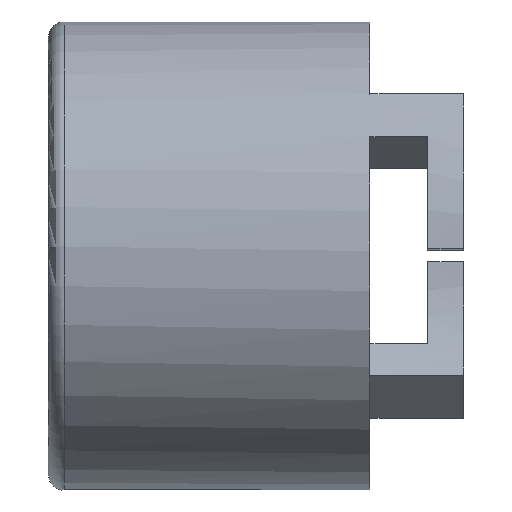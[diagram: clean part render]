
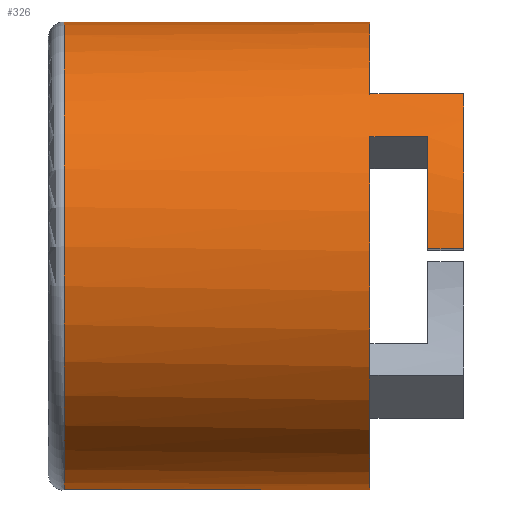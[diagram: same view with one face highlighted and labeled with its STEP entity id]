
A CAD part, left-side view. The second image highlights one B-rep face of the part: STEP entity #326.
In plain terms, the highlighted cylindrical face has radius 7.5 mm (diameter 15 mm), a full revolution.
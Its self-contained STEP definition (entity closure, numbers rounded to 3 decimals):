
#15=LINE('',#516,#42);
#16=LINE('',#520,#43);
#17=LINE('',#524,#44);
#18=LINE('',#528,#45);
#19=LINE('',#532,#46);
#20=LINE('',#536,#47);
#21=LINE('',#540,#48);
#42=VECTOR('',#413,7.5);
#43=VECTOR('',#416,10.);
#44=VECTOR('',#419,10.);
#45=VECTOR('',#422,10.);
#46=VECTOR('',#425,10.);
#47=VECTOR('',#428,10.);
#48=VECTOR('',#431,10.);
#69=CYLINDRICAL_SURFACE('',#363,7.5);
#90=FACE_OUTER_BOUND('',#109,.T.);
#109=EDGE_LOOP('',(#234,#235,#236,#237,#238,#239,#240,#241,#242,#243,#244,
#245,#246,#247,#248,#249,#250));
#126=CIRCLE('',#357,7.5);
#129=CIRCLE('',#360,7.5);
#131=CIRCLE('',#364,7.5);
#132=CIRCLE('',#365,7.5);
#133=CIRCLE('',#366,7.5);
#134=CIRCLE('',#367,7.5);
#135=CIRCLE('',#368,7.5);
#136=CIRCLE('',#369,7.5);
#137=CIRCLE('',#370,7.5);
#147=VERTEX_POINT('',#504);
#148=VERTEX_POINT('',#505);
#151=VERTEX_POINT('',#515);
#152=VERTEX_POINT('',#517);
#153=VERTEX_POINT('',#519);
#154=VERTEX_POINT('',#521);
#155=VERTEX_POINT('',#523);
#156=VERTEX_POINT('',#525);
#157=VERTEX_POINT('',#527);
#158=VERTEX_POINT('',#529);
#159=VERTEX_POINT('',#531);
#160=VERTEX_POINT('',#533);
#161=VERTEX_POINT('',#535);
#162=VERTEX_POINT('',#537);
#163=VERTEX_POINT('',#539);
#179=EDGE_CURVE('',#147,#148,#126,.T.);
#182=EDGE_CURVE('',#148,#147,#129,.T.);
#184=EDGE_CURVE('',#147,#151,#15,.T.);
#185=EDGE_CURVE('',#151,#152,#131,.T.);
#186=EDGE_CURVE('',#152,#153,#16,.T.);
#187=EDGE_CURVE('',#153,#154,#132,.T.);
#188=EDGE_CURVE('',#154,#155,#17,.T.);
#189=EDGE_CURVE('',#156,#155,#133,.T.);
#190=EDGE_CURVE('',#157,#156,#18,.T.);
#191=EDGE_CURVE('',#157,#158,#134,.T.);
#192=EDGE_CURVE('',#158,#159,#19,.T.);
#193=EDGE_CURVE('',#159,#160,#135,.T.);
#194=EDGE_CURVE('',#160,#161,#20,.T.);
#195=EDGE_CURVE('',#162,#161,#136,.T.);
#196=EDGE_CURVE('',#163,#162,#21,.T.);
#197=EDGE_CURVE('',#163,#151,#137,.T.);
#234=ORIENTED_EDGE('',*,*,#179,.F.);
#235=ORIENTED_EDGE('',*,*,#184,.T.);
#236=ORIENTED_EDGE('',*,*,#185,.T.);
#237=ORIENTED_EDGE('',*,*,#186,.T.);
#238=ORIENTED_EDGE('',*,*,#187,.T.);
#239=ORIENTED_EDGE('',*,*,#188,.T.);
#240=ORIENTED_EDGE('',*,*,#189,.F.);
#241=ORIENTED_EDGE('',*,*,#190,.F.);
#242=ORIENTED_EDGE('',*,*,#191,.T.);
#243=ORIENTED_EDGE('',*,*,#192,.T.);
#244=ORIENTED_EDGE('',*,*,#193,.T.);
#245=ORIENTED_EDGE('',*,*,#194,.T.);
#246=ORIENTED_EDGE('',*,*,#195,.F.);
#247=ORIENTED_EDGE('',*,*,#196,.F.);
#248=ORIENTED_EDGE('',*,*,#197,.T.);
#249=ORIENTED_EDGE('',*,*,#184,.F.);
#250=ORIENTED_EDGE('',*,*,#182,.F.);
#326=ADVANCED_FACE('',(#90),#69,.T.);
#357=AXIS2_PLACEMENT_3D('',#506,#399,#400);
#360=AXIS2_PLACEMENT_3D('',#510,#405,#406);
#363=AXIS2_PLACEMENT_3D('',#514,#411,#412);
#364=AXIS2_PLACEMENT_3D('',#518,#414,#415);
#365=AXIS2_PLACEMENT_3D('',#522,#417,#418);
#366=AXIS2_PLACEMENT_3D('',#526,#420,#421);
#367=AXIS2_PLACEMENT_3D('',#530,#423,#424);
#368=AXIS2_PLACEMENT_3D('',#534,#426,#427);
#369=AXIS2_PLACEMENT_3D('',#538,#429,#430);
#370=AXIS2_PLACEMENT_3D('',#541,#432,#433);
#399=DIRECTION('center_axis',(0.,1.,0.));
#400=DIRECTION('ref_axis',(-0.977,0.,-0.215));
#405=DIRECTION('center_axis',(0.,1.,0.));
#406=DIRECTION('ref_axis',(-0.977,0.,-0.215));
#411=DIRECTION('center_axis',(0.,1.,0.));
#412=DIRECTION('ref_axis',(-0.977,0.,-0.215));
#413=DIRECTION('',(0.,-1.,0.));
#414=DIRECTION('center_axis',(0.,1.,0.));
#415=DIRECTION('ref_axis',(-0.977,0.,-0.215));
#416=DIRECTION('',(0.,-1.,0.));
#417=DIRECTION('center_axis',(0.,-1.,0.));
#418=DIRECTION('ref_axis',(-0.977,0.,-0.215));
#419=DIRECTION('',(0.,-1.,0.));
#420=DIRECTION('center_axis',(0.,-1.,0.));
#421=DIRECTION('ref_axis',(0.721,0.,-0.693));
#422=DIRECTION('',(0.,-1.,0.));
#423=DIRECTION('center_axis',(0.,1.,0.));
#424=DIRECTION('ref_axis',(-0.977,0.,-0.215));
#425=DIRECTION('',(0.,-1.,0.));
#426=DIRECTION('center_axis',(0.,-1.,0.));
#427=DIRECTION('ref_axis',(-0.977,0.,-0.215));
#428=DIRECTION('',(0.,-1.,0.));
#429=DIRECTION('center_axis',(0.,-1.,0.));
#430=DIRECTION('ref_axis',(0.86,0.,-0.51));
#431=DIRECTION('',(0.,-1.,0.));
#432=DIRECTION('center_axis',(0.,1.,0.));
#433=DIRECTION('ref_axis',(-0.977,0.,-0.215));
#504=CARTESIAN_POINT('',(-178.442,-9.201,-28.301));
#505=CARTESIAN_POINT('',(-185.767,-9.201,-22.412));
#506=CARTESIAN_POINT('Origin',(-185.767,-9.201,-29.912));
#510=CARTESIAN_POINT('Origin',(-185.767,-9.201,-29.912));
#514=CARTESIAN_POINT('Origin',(-185.767,-22.001,-29.912));
#515=CARTESIAN_POINT('',(-178.442,-19.001,-28.301));
#516=CARTESIAN_POINT('',(-178.442,-22.001,-28.301));
#517=CARTESIAN_POINT('',(-179.314,-19.001,-33.734));
#518=CARTESIAN_POINT('Origin',(-185.767,-19.001,-29.912));
#519=CARTESIAN_POINT('',(-179.314,-20.851,-33.734));
#520=CARTESIAN_POINT('',(-179.314,-22.001,-33.734));
#521=CARTESIAN_POINT('',(-178.271,-20.851,-30.155));
#522=CARTESIAN_POINT('Origin',(-185.767,-20.851,-29.912));
#523=CARTESIAN_POINT('',(-178.271,-22.001,-30.155));
#524=CARTESIAN_POINT('',(-178.271,-22.001,-30.155));
#525=CARTESIAN_POINT('',(-180.362,-22.001,-35.111));
#526=CARTESIAN_POINT('Origin',(-185.767,-22.001,-29.912));
#527=CARTESIAN_POINT('',(-180.362,-19.001,-35.111));
#528=CARTESIAN_POINT('',(-180.362,-19.001,-35.111));
#529=CARTESIAN_POINT('',(-192.22,-19.001,-26.089));
#530=CARTESIAN_POINT('Origin',(-185.767,-19.001,-29.912));
#531=CARTESIAN_POINT('',(-192.22,-20.851,-26.089));
#532=CARTESIAN_POINT('',(-192.22,-22.001,-26.089));
#533=CARTESIAN_POINT('',(-193.263,-20.851,-29.668));
#534=CARTESIAN_POINT('Origin',(-185.767,-20.851,-29.912));
#535=CARTESIAN_POINT('',(-193.263,-22.001,-29.668));
#536=CARTESIAN_POINT('',(-193.263,-22.001,-29.668));
#537=CARTESIAN_POINT('',(-191.172,-22.001,-24.712));
#538=CARTESIAN_POINT('Origin',(-185.767,-22.001,-29.912));
#539=CARTESIAN_POINT('',(-191.172,-19.001,-24.712));
#540=CARTESIAN_POINT('',(-191.172,-19.001,-24.712));
#541=CARTESIAN_POINT('Origin',(-185.767,-19.001,-29.912));
